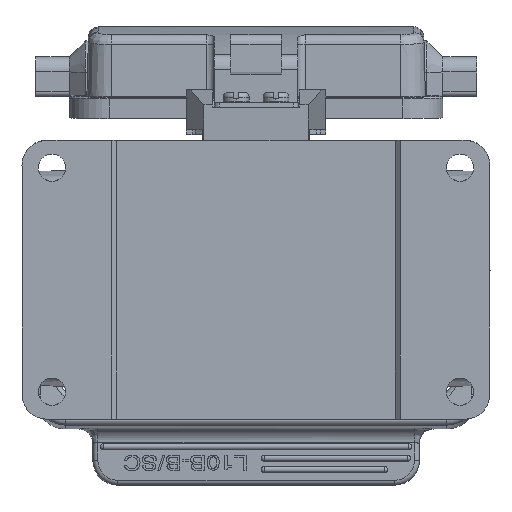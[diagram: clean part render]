
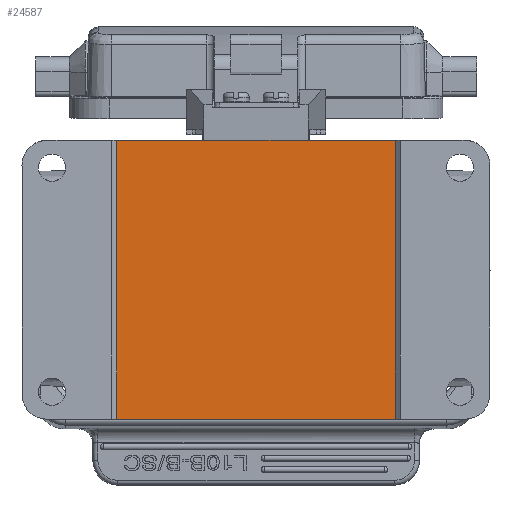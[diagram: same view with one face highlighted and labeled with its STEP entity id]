
A CAD part, front view. The second image highlights one B-rep face of the part: STEP entity #24587.
In plain terms, the highlighted planar face has unit normal (0, -1, -0.009).
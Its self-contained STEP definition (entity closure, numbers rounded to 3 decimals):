
#2725=DIRECTION('',(1.,0.,0.));
#2726=VECTOR('',#2725,56.);
#2727=CARTESIAN_POINT('',(18.986,-21.779,
-50.144));
#2728=LINE('',#2727,#2726);
#3129=DIRECTION('',(-1.,0.,0.));
#3130=VECTOR('',#3129,56.);
#3131=CARTESIAN_POINT('',(74.986,-22.285,5.854));
#3132=LINE('',#3131,#3130);
#3179=DIRECTION('',(0.,-0.009,1.));
#3180=VECTOR('',#3179,56.);
#3181=CARTESIAN_POINT('',(74.986,-21.796,
-50.144));
#3182=LINE('',#3181,#3180);
#3183=DIRECTION('',(0.,-0.009,1.));
#3184=VECTOR('',#3183,56.);
#3185=CARTESIAN_POINT('',(18.986,-21.779,
-50.144));
#3186=LINE('',#3185,#3184);
#17364=CARTESIAN_POINT('',(74.986,-22.285,
5.854));
#17365=VERTEX_POINT('',#17364);
#17366=CARTESIAN_POINT('',(18.986,-22.267,
5.854));
#17367=VERTEX_POINT('',#17366);
#17398=CARTESIAN_POINT('',(18.986,-21.779,
-50.144));
#17399=VERTEX_POINT('',#17398);
#17400=CARTESIAN_POINT('',(74.986,-21.796,
-50.144));
#17401=VERTEX_POINT('',#17400);
#24575=CARTESIAN_POINT('',(46.986,-22.032,
-22.145));
#24576=DIRECTION('',(0.,1.,0.009));
#24577=DIRECTION('',(0.,-0.009,1.));
#24578=AXIS2_PLACEMENT_3D('',#24575,#24576,#24577);
#24579=PLANE('',#24578);
#24580=ORIENTED_EDGE('',*,*,#23841,.F.);
#24582=ORIENTED_EDGE('',*,*,#24581,.T.);
#24583=ORIENTED_EDGE('',*,*,#24511,.F.);
#24584=ORIENTED_EDGE('',*,*,#24567,.F.);
#24585=EDGE_LOOP('',(#24580,#24582,#24583,#24584));
#24586=FACE_OUTER_BOUND('',#24585,.F.);
#23841=EDGE_CURVE('',#17399,#17401,#2728,.T.);
#24511=EDGE_CURVE('',#17365,#17367,#3132,.T.);
#24567=EDGE_CURVE('',#17401,#17365,#3182,.T.);
#24581=EDGE_CURVE('',#17399,#17367,#3186,.T.);
#24587=ADVANCED_FACE('',(#24586),#24579,.F.);
